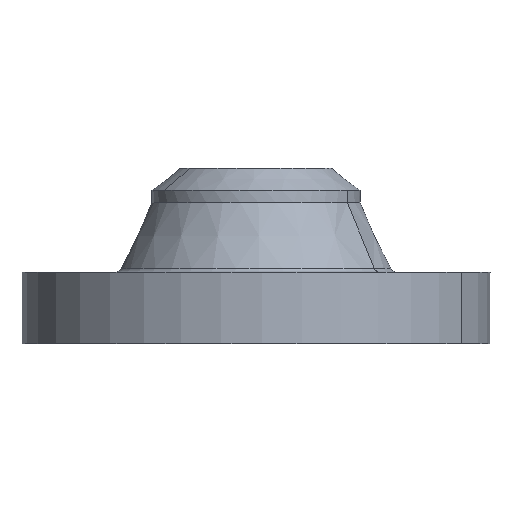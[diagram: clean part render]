
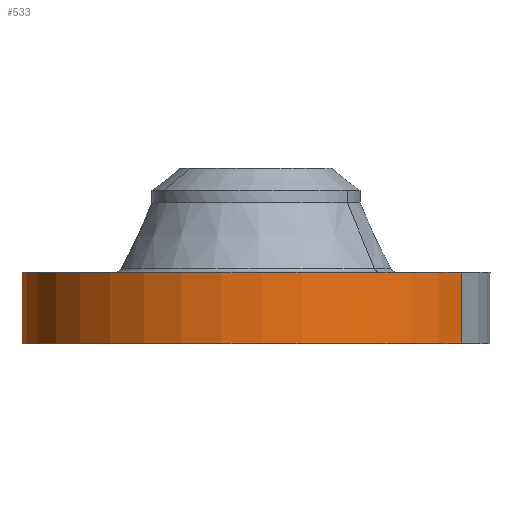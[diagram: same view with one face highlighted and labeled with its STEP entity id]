
A CAD part, left-side view. The second image highlights one B-rep face of the part: STEP entity #533.
In plain terms, the highlighted cylindrical face has radius 114.3 mm (diameter 228.6 mm), a partial arc.
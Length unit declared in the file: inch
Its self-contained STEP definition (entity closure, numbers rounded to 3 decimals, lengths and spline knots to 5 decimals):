
#143=AXIS2_PLACEMENT_3D('Circle Axis2P3D',#141,#142,$) ;
#331=AXIS2_PLACEMENT_3D('Circle Axis2P3D',#329,#330,$) ;
#515=AXIS2_PLACEMENT_3D('Cylinder Axis2P3D',#512,#513,#514) ;
#141=CARTESIAN_POINT('Axis2P3D Location',(0.,0.,0.)) ;
#145=CARTESIAN_POINT('Vertex',(-2.15741,-3.94912,0.)) ;
#147=CARTESIAN_POINT('Vertex',(2.15741,3.94912,0.)) ;
#324=CARTESIAN_POINT('Vertex',(2.15741,3.94912,1.38)) ;
#326=CARTESIAN_POINT('Vertex',(-2.15741,-3.94912,1.38)) ;
#329=CARTESIAN_POINT('Axis2P3D Location',(0.,0.,1.38)) ;
#512=CARTESIAN_POINT('Axis2P3D Location',(0.,0.,1.69)) ;
#517=CARTESIAN_POINT('Line Origine',(-2.15741,-3.94912,0.69)) ;
#522=CARTESIAN_POINT('Line Origine',(2.15741,3.94912,0.69)) ;
#142=DIRECTION('Axis2P3D Direction',(0.,0.,-0.039)) ;
#330=DIRECTION('Axis2P3D Direction',(0.,0.,-0.039)) ;
#513=DIRECTION('Axis2P3D Direction',(0.,0.,-0.039)) ;
#514=DIRECTION('Axis2P3D XDirection',(-0.019,-0.035,-0.)) ;
#518=DIRECTION('Vector Direction',(0.,0.,-0.039)) ;
#523=DIRECTION('Vector Direction',(0.,0.,-0.039)) ;
#519=VECTOR('Line Direction',#518,0.03937) ;
#524=VECTOR('Line Direction',#523,0.03937) ;
#528=ORIENTED_EDGE('',*,*,#149,.F.) ;
#529=ORIENTED_EDGE('',*,*,#521,.T.) ;
#530=ORIENTED_EDGE('',*,*,#333,.T.) ;
#531=ORIENTED_EDGE('',*,*,#526,.F.) ;
#533=ADVANCED_FACE('PartBody',(#532),#516,.T.) ;
#144=CIRCLE('generated circle',#143,4.5) ;
#332=CIRCLE('generated circle',#331,4.5) ;
#516=CYLINDRICAL_SURFACE('generated cylinder',#515,4.5) ;
#149=EDGE_CURVE('',#146,#148,#144,.T.) ;
#333=EDGE_CURVE('',#327,#325,#332,.T.) ;
#521=EDGE_CURVE('',#146,#327,#520,.F.) ;
#526=EDGE_CURVE('',#148,#325,#525,.F.) ;
#527=EDGE_LOOP('',(#528,#529,#530,#531)) ;
#532=FACE_OUTER_BOUND('',#527,.T.) ;
#520=LINE('Line',#517,#519) ;
#525=LINE('Line',#522,#524) ;
#146=VERTEX_POINT('',#145) ;
#148=VERTEX_POINT('',#147) ;
#325=VERTEX_POINT('',#324) ;
#327=VERTEX_POINT('',#326) ;
